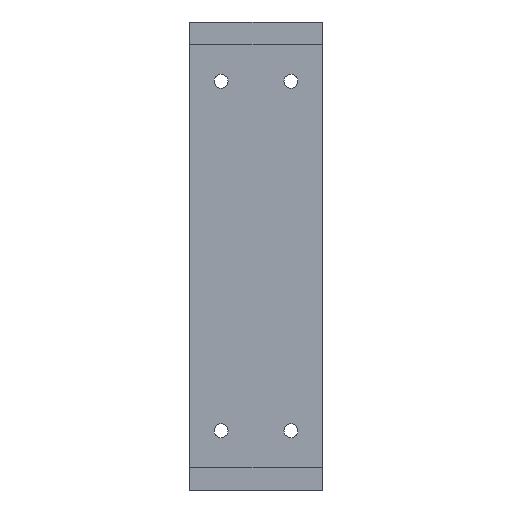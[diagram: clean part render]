
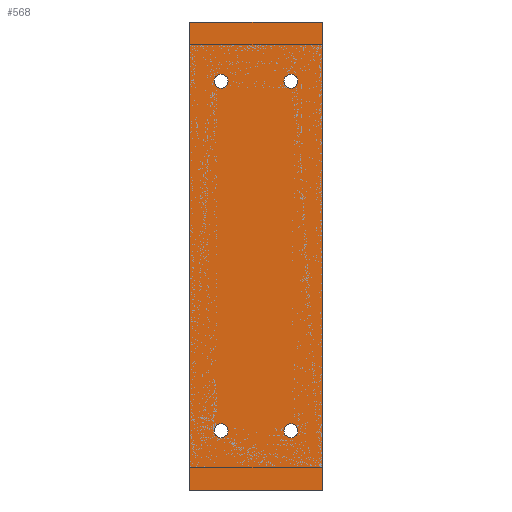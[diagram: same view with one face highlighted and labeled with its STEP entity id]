
A CAD part, front view. The second image highlights one B-rep face of the part: STEP entity #568.
In plain terms, the highlighted planar face has unit normal (0, -1, 0).
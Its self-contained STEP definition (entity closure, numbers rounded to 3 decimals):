
#31 = AXIS2_PLACEMENT_3D ( 'NONE', #929, #297, #1338 ) ;
#53 = ORIENTED_EDGE ( 'NONE', *, *, #1370, .T. ) ;
#86 = CARTESIAN_POINT ( 'NONE',  ( -5., 0., 26. ) ) ;
#95 = VERTEX_POINT ( 'NONE', #2082 ) ;
#190 = VECTOR ( 'NONE', #1688, 1000. ) ;
#198 = VERTEX_POINT ( 'NONE', #233 ) ;
#212 = EDGE_CURVE ( 'NONE', #1368, #1876, #1589, .T. ) ;
#217 = EDGE_LOOP ( 'NONE', ( #1021, #2630 ) ) ;
#220 = ORIENTED_EDGE ( 'NONE', *, *, #212, .T. ) ;
#233 = CARTESIAN_POINT ( 'NONE',  ( -9.505, 0., -33.5 ) ) ;
#290 = AXIS2_PLACEMENT_3D ( 'NONE', #794, #2281, #1015 ) ;
#297 = DIRECTION ( 'NONE',  ( 0., -1., 0. ) ) ;
#305 = AXIS2_PLACEMENT_3D ( 'NONE', #1219, #2709, #1432 ) ;
#321 = CIRCLE ( 'NONE', #670, 1. ) ;
#342 = EDGE_CURVE ( 'NONE', #1316, #2546, #521, .T. ) ;
#400 = EDGE_CURVE ( 'NONE', #886, #2112, #1494, .T. ) ;
#425 = DIRECTION ( 'NONE',  ( 0., 0., -1. ) ) ;
#431 = CARTESIAN_POINT ( 'NONE',  ( 5., 0., 25. ) ) ;
#436 = ORIENTED_EDGE ( 'NONE', *, *, #2503, .T. ) ;
#440 = CARTESIAN_POINT ( 'NONE',  ( -9.5, 0., -33.5 ) ) ;
#454 = CARTESIAN_POINT ( 'NONE',  ( 5., 0., -24. ) ) ;
#481 = CARTESIAN_POINT ( 'NONE',  ( -5., 0., -25. ) ) ;
#521 = CIRCLE ( 'NONE', #2100, 1. ) ;
#555 = CARTESIAN_POINT ( 'NONE',  ( -9.505, 0., -31.912 ) ) ;
#568 = ADVANCED_FACE ( 'NONE', ( #1656, #2173, #2730, #1110, #1047 ), #2620, .T. ) ;
#569 = VECTOR ( 'NONE', #425, 1000. ) ;
#606 = ORIENTED_EDGE ( 'NONE', *, *, #1033, .F. ) ;
#624 = ORIENTED_EDGE ( 'NONE', *, *, #1466, .T. ) ;
#632 = DIRECTION ( 'NONE',  ( 0., 1., 0. ) ) ;
#640 = DIRECTION ( 'NONE',  ( 0., 0., 1. ) ) ;
#670 = AXIS2_PLACEMENT_3D ( 'NONE', #852, #2342, #1062 ) ;
#694 = DIRECTION ( 'NONE',  ( 0., 0., 1. ) ) ;
#773 = EDGE_CURVE ( 'NONE', #1145, #1852, #1426, .T. ) ;
#794 = CARTESIAN_POINT ( 'NONE',  ( 5., 0., -25. ) ) ;
#796 = EDGE_CURVE ( 'NONE', #2546, #1316, #321, .T. ) ;
#812 = EDGE_CURVE ( 'NONE', #2660, #198, #2501, .T. ) ;
#824 = ORIENTED_EDGE ( 'NONE', *, *, #773, .F. ) ;
#832 = DIRECTION ( 'NONE',  ( 1., 0., 0. ) ) ;
#852 = CARTESIAN_POINT ( 'NONE',  ( -5., 0., -25. ) ) ;
#884 = VECTOR ( 'NONE', #832, 1000. ) ;
#886 = VERTEX_POINT ( 'NONE', #1278 ) ;
#897 = CIRCLE ( 'NONE', #305, 1. ) ;
#898 = ORIENTED_EDGE ( 'NONE', *, *, #2448, .T. ) ;
#915 = DIRECTION ( 'NONE',  ( 0., 0., -1. ) ) ;
#929 = CARTESIAN_POINT ( 'NONE',  ( 0., 0., 0. ) ) ;
#930 = VERTEX_POINT ( 'NONE', #1714 ) ;
#942 = EDGE_LOOP ( 'NONE', ( #898, #624 ) ) ;
#987 = DIRECTION ( 'NONE',  ( 0., 1., 0. ) ) ;
#989 = VECTOR ( 'NONE', #1906, 1000. ) ;
#1013 = CIRCLE ( 'NONE', #1454, 1. ) ;
#1015 = DIRECTION ( 'NONE',  ( 0., 0., 1. ) ) ;
#1021 = ORIENTED_EDGE ( 'NONE', *, *, #1236, .T. ) ;
#1033 = EDGE_CURVE ( 'NONE', #1852, #2660, #2031, .T. ) ;
#1047 = FACE_OUTER_BOUND ( 'NONE', #1049, .T. ) ;
#1049 = EDGE_LOOP ( 'NONE', ( #606, #824, #1832, #220, #436, #2069 ) ) ;
#1062 = DIRECTION ( 'NONE',  ( 0., 0., 1. ) ) ;
#1065 = ORIENTED_EDGE ( 'NONE', *, *, #400, .T. ) ;
#1081 = VERTEX_POINT ( 'NONE', #86 ) ;
#1110 = FACE_BOUND ( 'NONE', #2354, .T. ) ;
#1111 = AXIS2_PLACEMENT_3D ( 'NONE', #431, #1896, #640 ) ;
#1145 = VERTEX_POINT ( 'NONE', #1768 ) ;
#1171 = DIRECTION ( 'NONE',  ( 0., 1., 0. ) ) ;
#1203 = CARTESIAN_POINT ( 'NONE',  ( -9.5, 0., -31.912 ) ) ;
#1219 = CARTESIAN_POINT ( 'NONE',  ( -5., 0., 25. ) ) ;
#1223 = CIRCLE ( 'NONE', #2269, 1. ) ;
#1236 = EDGE_CURVE ( 'NONE', #1925, #95, #1013, .T. ) ;
#1255 = CARTESIAN_POINT ( 'NONE',  ( -5., 0., -26. ) ) ;
#1278 = CARTESIAN_POINT ( 'NONE',  ( 5., 0., -26. ) ) ;
#1314 = CIRCLE ( 'NONE', #1111, 1. ) ;
#1316 = VERTEX_POINT ( 'NONE', #1398 ) ;
#1338 = DIRECTION ( 'NONE',  ( 0., 0., -1. ) ) ;
#1368 = VERTEX_POINT ( 'NONE', #1203 ) ;
#1370 = EDGE_CURVE ( 'NONE', #2112, #886, #2627, .T. ) ;
#1381 = AXIS2_PLACEMENT_3D ( 'NONE', #1887, #632, #2110 ) ;
#1398 = CARTESIAN_POINT ( 'NONE',  ( -5., 0., -24. ) ) ;
#1418 = DIRECTION ( 'NONE',  ( 0., 0., 1. ) ) ;
#1426 = LINE ( 'NONE', #2320, #884 ) ;
#1432 = DIRECTION ( 'NONE',  ( 0., 0., 1. ) ) ;
#1454 = AXIS2_PLACEMENT_3D ( 'NONE', #2447, #1171, #2657 ) ;
#1466 = EDGE_CURVE ( 'NONE', #930, #1081, #1223, .T. ) ;
#1494 = CIRCLE ( 'NONE', #1381, 1. ) ;
#1518 = VECTOR ( 'NONE', #1418, 1000. ) ;
#1562 = EDGE_CURVE ( 'NONE', #1368, #1145, #2090, .T. ) ;
#1589 = LINE ( 'NONE', #1893, #989 ) ;
#1656 = FACE_BOUND ( 'NONE', #217, .T. ) ;
#1671 = LINE ( 'NONE', #2533, #569 ) ;
#1688 = DIRECTION ( 'NONE',  ( -1., 0., 0. ) ) ;
#1706 = CARTESIAN_POINT ( 'NONE',  ( 9.5, 0., -33.5 ) ) ;
#1714 = CARTESIAN_POINT ( 'NONE',  ( -5., 0., 24. ) ) ;
#1768 = CARTESIAN_POINT ( 'NONE',  ( -9.5, 0., 33.5 ) ) ;
#1830 = CARTESIAN_POINT ( 'NONE',  ( 5., 0., 26. ) ) ;
#1832 = ORIENTED_EDGE ( 'NONE', *, *, #1562, .F. ) ;
#1852 = VERTEX_POINT ( 'NONE', #2024 ) ;
#1876 = VERTEX_POINT ( 'NONE', #555 ) ;
#1887 = CARTESIAN_POINT ( 'NONE',  ( 5., 0., -25. ) ) ;
#1891 = VECTOR ( 'NONE', #915, 1000. ) ;
#1893 = CARTESIAN_POINT ( 'NONE',  ( 0., 0., -31.912 ) ) ;
#1896 = DIRECTION ( 'NONE',  ( 0., 1., 0. ) ) ;
#1906 = DIRECTION ( 'NONE',  ( -1., 0., 0. ) ) ;
#1925 = VERTEX_POINT ( 'NONE', #1830 ) ;
#1937 = EDGE_LOOP ( 'NONE', ( #53, #1065 ) ) ;
#1957 = DIRECTION ( 'NONE',  ( 0., 1., 0. ) ) ;
#2024 = CARTESIAN_POINT ( 'NONE',  ( 9.5, 0., 33.5 ) ) ;
#2031 = LINE ( 'NONE', #2403, #1891 ) ;
#2041 = ORIENTED_EDGE ( 'NONE', *, *, #796, .T. ) ;
#2054 = EDGE_CURVE ( 'NONE', #95, #1925, #1314, .T. ) ;
#2069 = ORIENTED_EDGE ( 'NONE', *, *, #812, .F. ) ;
#2082 = CARTESIAN_POINT ( 'NONE',  ( 5., 0., 24. ) ) ;
#2090 = LINE ( 'NONE', #2696, #1518 ) ;
#2100 = AXIS2_PLACEMENT_3D ( 'NONE', #481, #1957, #694 ) ;
#2110 = DIRECTION ( 'NONE',  ( 0., 0., 1. ) ) ;
#2112 = VERTEX_POINT ( 'NONE', #454 ) ;
#2173 = FACE_BOUND ( 'NONE', #942, .T. ) ;
#2252 = CARTESIAN_POINT ( 'NONE',  ( -5., 0., 25. ) ) ;
#2269 = AXIS2_PLACEMENT_3D ( 'NONE', #2252, #987, #2464 ) ;
#2281 = DIRECTION ( 'NONE',  ( 0., 1., 0. ) ) ;
#2320 = CARTESIAN_POINT ( 'NONE',  ( -9.5, 0., 33.5 ) ) ;
#2342 = DIRECTION ( 'NONE',  ( 0., 1., 0. ) ) ;
#2354 = EDGE_LOOP ( 'NONE', ( #2416, #2041 ) ) ;
#2403 = CARTESIAN_POINT ( 'NONE',  ( 9.5, 0., 33.5 ) ) ;
#2416 = ORIENTED_EDGE ( 'NONE', *, *, #342, .T. ) ;
#2447 = CARTESIAN_POINT ( 'NONE',  ( 5., 0., 25. ) ) ;
#2448 = EDGE_CURVE ( 'NONE', #1081, #930, #897, .T. ) ;
#2464 = DIRECTION ( 'NONE',  ( 0., 0., 1. ) ) ;
#2501 = LINE ( 'NONE', #440, #190 ) ;
#2503 = EDGE_CURVE ( 'NONE', #1876, #198, #1671, .T. ) ;
#2533 = CARTESIAN_POINT ( 'NONE',  ( -9.505, 0., -31.912 ) ) ;
#2546 = VERTEX_POINT ( 'NONE', #1255 ) ;
#2620 = PLANE ( 'NONE',  #31 ) ;
#2627 = CIRCLE ( 'NONE', #290, 1. ) ;
#2630 = ORIENTED_EDGE ( 'NONE', *, *, #2054, .T. ) ;
#2657 = DIRECTION ( 'NONE',  ( 0., 0., 1. ) ) ;
#2660 = VERTEX_POINT ( 'NONE', #1706 ) ;
#2696 = CARTESIAN_POINT ( 'NONE',  ( -9.5, 0., 33.5 ) ) ;
#2709 = DIRECTION ( 'NONE',  ( 0., 1., 0. ) ) ;
#2730 = FACE_BOUND ( 'NONE', #1937, .T. ) ;
